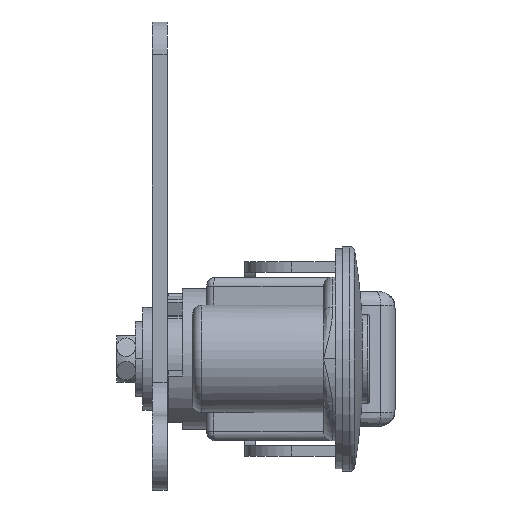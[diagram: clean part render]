
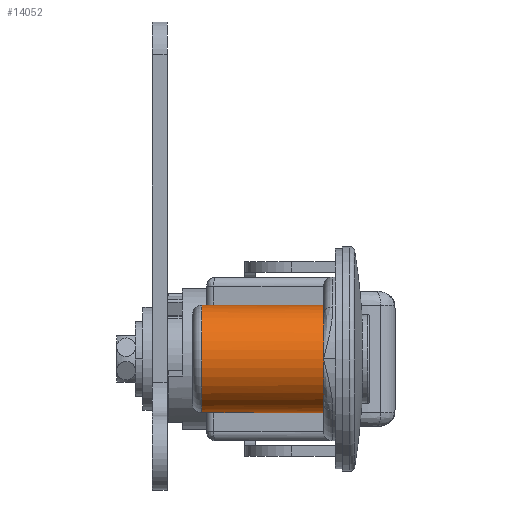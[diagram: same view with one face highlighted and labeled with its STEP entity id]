
A CAD part, front view. The second image highlights one B-rep face of the part: STEP entity #14052.
In plain terms, the highlighted cylindrical face has radius 11.5 mm (diameter 23 mm), a partial arc.
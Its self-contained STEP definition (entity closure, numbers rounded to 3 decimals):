
#188 = CARTESIAN_POINT ( 'NONE',  ( 11.5, -143.5, 30. ) ) ;
#212 = EDGE_CURVE ( 'NONE', #21385, #9820, #11426, .T. ) ;
#399 = VERTEX_POINT ( 'NONE', #188 ) ;
#689 = VERTEX_POINT ( 'NONE', #6150 ) ;
#727 = CARTESIAN_POINT ( 'NONE',  ( 0., -155., 4. ) ) ;
#1163 = VERTEX_POINT ( 'NONE', #9199 ) ;
#1200 = ORIENTED_EDGE ( 'NONE', *, *, #17725, .F. ) ;
#1574 = DIRECTION ( 'NONE',  ( 0., 0., -1. ) ) ;
#1899 = LINE ( 'NONE', #6233, #18376 ) ;
#2581 = DIRECTION ( 'NONE',  ( 0., 0., -1. ) ) ;
#2619 = CARTESIAN_POINT ( 'NONE',  ( 11.5, -143.5, 32. ) ) ;
#3029 = CYLINDRICAL_SURFACE ( 'NONE', #3426, 11.5 ) ;
#3426 = AXIS2_PLACEMENT_3D ( 'NONE', #10944, #14343, #4205 ) ;
#3738 = AXIS2_PLACEMENT_3D ( 'NONE', #16711, #1574, #15228 ) ;
#4059 = AXIS2_PLACEMENT_3D ( 'NONE', #6272, #19825, #21533 ) ;
#4205 = DIRECTION ( 'NONE',  ( -1., 0., 0. ) ) ;
#4419 = ORIENTED_EDGE ( 'NONE', *, *, #7873, .T. ) ;
#4663 = EDGE_LOOP ( 'NONE', ( #5968, #20544, #4419, #1200, #11001, #19952, #21392 ) ) ;
#5381 = AXIS2_PLACEMENT_3D ( 'NONE', #12912, #2581, #11284 ) ;
#5634 = CIRCLE ( 'NONE', #10285, 11.5 ) ;
#5734 = CARTESIAN_POINT ( 'NONE',  ( 11.5, -143.5, 4. ) ) ;
#5968 = ORIENTED_EDGE ( 'NONE', *, *, #11996, .F. ) ;
#6150 = CARTESIAN_POINT ( 'NONE',  ( 9.811, -149.5, 4. ) ) ;
#6184 = DIRECTION ( 'NONE',  ( 0., 1., 0. ) ) ;
#6221 = DIRECTION ( 'NONE',  ( 0., 0., -1. ) ) ;
#6233 = CARTESIAN_POINT ( 'NONE',  ( -11.5, -143.5, 32. ) ) ;
#6272 = CARTESIAN_POINT ( 'NONE',  ( 0., -143.5, 4. ) ) ;
#6703 = DIRECTION ( 'NONE',  ( 0., 1., 0. ) ) ;
#6876 = LINE ( 'NONE', #2619, #18536 ) ;
#7699 = CARTESIAN_POINT ( 'NONE',  ( 0., -143.5, 4. ) ) ;
#7873 = EDGE_CURVE ( 'NONE', #19862, #1163, #1899, .T. ) ;
#8058 = EDGE_CURVE ( 'NONE', #689, #21385, #12817, .T. ) ;
#9199 = CARTESIAN_POINT ( 'NONE',  ( -11.5, -143.5, 4. ) ) ;
#9418 = FACE_OUTER_BOUND ( 'NONE', #4663, .T. ) ;
#9776 = CIRCLE ( 'NONE', #21009, 11.5 ) ;
#9820 = VERTEX_POINT ( 'NONE', #17142 ) ;
#9917 = CARTESIAN_POINT ( 'NONE',  ( 0., -143.5, 4. ) ) ;
#10273 = EDGE_CURVE ( 'NONE', #399, #19862, #10867, .T. ) ;
#10285 = AXIS2_PLACEMENT_3D ( 'NONE', #9917, #11655, #6703 ) ;
#10867 = CIRCLE ( 'NONE', #5381, 11.5 ) ;
#10944 = CARTESIAN_POINT ( 'NONE',  ( 0., -143.5, 32. ) ) ;
#11001 = ORIENTED_EDGE ( 'NONE', *, *, #212, .F. ) ;
#11043 = DIRECTION ( 'NONE',  ( 0., 0., -1. ) ) ;
#11284 = DIRECTION ( 'NONE',  ( 1., 0., 0. ) ) ;
#11288 = VERTEX_POINT ( 'NONE', #5734 ) ;
#11328 = DIRECTION ( 'NONE',  ( 0., 0., -1. ) ) ;
#11426 = CIRCLE ( 'NONE', #3738, 11.5 ) ;
#11655 = DIRECTION ( 'NONE',  ( 0., 0., -1. ) ) ;
#11996 = EDGE_CURVE ( 'NONE', #399, #11288, #6876, .T. ) ;
#12817 = CIRCLE ( 'NONE', #4059, 11.5 ) ;
#12912 = CARTESIAN_POINT ( 'NONE',  ( 0., -143.5, 30. ) ) ;
#13739 = CARTESIAN_POINT ( 'NONE',  ( -11.5, -143.5, 30. ) ) ;
#14052 = ADVANCED_FACE ( 'NONE', ( #9418 ), #3029, .T. ) ;
#14343 = DIRECTION ( 'NONE',  ( 0., 0., -1. ) ) ;
#15228 = DIRECTION ( 'NONE',  ( 0., 1., 0. ) ) ;
#16582 = EDGE_CURVE ( 'NONE', #11288, #689, #5634, .T. ) ;
#16711 = CARTESIAN_POINT ( 'NONE',  ( 0., -143.5, 4. ) ) ;
#17142 = CARTESIAN_POINT ( 'NONE',  ( -9.811, -149.5, 4. ) ) ;
#17725 = EDGE_CURVE ( 'NONE', #9820, #1163, #9776, .T. ) ;
#18376 = VECTOR ( 'NONE', #11328, 1000. ) ;
#18536 = VECTOR ( 'NONE', #6221, 1000. ) ;
#19825 = DIRECTION ( 'NONE',  ( 0., 0., -1. ) ) ;
#19862 = VERTEX_POINT ( 'NONE', #13739 ) ;
#19952 = ORIENTED_EDGE ( 'NONE', *, *, #8058, .F. ) ;
#20544 = ORIENTED_EDGE ( 'NONE', *, *, #10273, .T. ) ;
#21009 = AXIS2_PLACEMENT_3D ( 'NONE', #7699, #11043, #6184 ) ;
#21385 = VERTEX_POINT ( 'NONE', #727 ) ;
#21392 = ORIENTED_EDGE ( 'NONE', *, *, #16582, .F. ) ;
#21533 = DIRECTION ( 'NONE',  ( 0., 1., 0. ) ) ;
